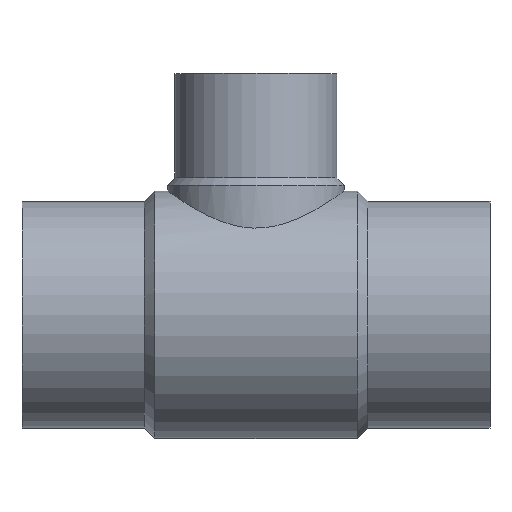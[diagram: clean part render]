
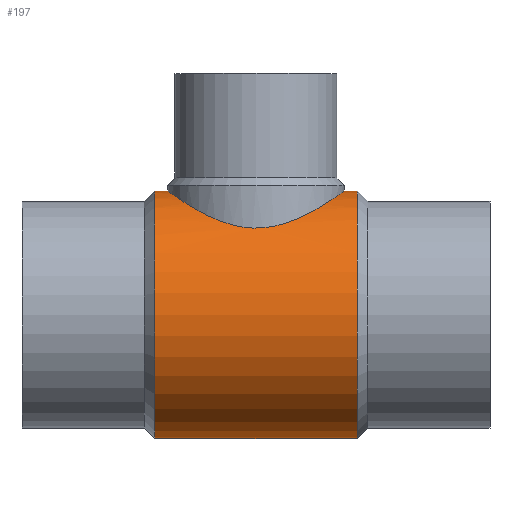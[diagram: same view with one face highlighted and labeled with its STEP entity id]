
A CAD part, top view. The second image highlights one B-rep face of the part: STEP entity #197.
In plain terms, the highlighted cylindrical face has radius 171.8 mm (diameter 343.6 mm), a partial arc.
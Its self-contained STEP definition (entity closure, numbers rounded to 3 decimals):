
#149 = VERTEX_POINT( '', #378 );
#193 = EDGE_CURVE( '', #225, #303, #429, .T. );
#197 = ADVANCED_FACE( '', ( #433 ), #434, .T. );
#225 = VERTEX_POINT( '', #468 );
#243 = EDGE_CURVE( '', #249, #313, #488, .T. );
#249 = VERTEX_POINT( '', #495 );
#271 = VERTEX_POINT( '', #519 );
#287 = EDGE_CURVE( '', #225, #271, #538, .T. );
#299 = EDGE_CURVE( '', #313, #271, #551, .T. );
#303 = VERTEX_POINT( '', #555 );
#313 = VERTEX_POINT( '', #566 );
#323 = EDGE_CURVE( '', #149, #249, #576, .T. );
#327 = EDGE_CURVE( '', #303, #149, #580, .T. );
#378 = CARTESIAN_POINT( '', ( -184.3, 171.8, 0. ) );
#429 = LINE( '', #725, #726 );
#433 = FACE_OUTER_BOUND( '', #731, .T. );
#434 = CYLINDRICAL_SURFACE( '', #732, 171.8 );
#468 = CARTESIAN_POINT( '', ( -465.7, -171.8, 0. ) );
#488 = B_SPLINE_CURVE_WITH_KNOTS( '', 3, ( #830, #831, #832, #833, #834, #835, #836, #837, #838, #839, #840, #841, #842, #843, #844, #845, #846, #847, #848, #849, #850, #851, #852, #853, #854, #855, #856, #857, #858, #859, #860, #861, #862, #863, #864, #865, #866, #867, #868, #869, #870, #871, #872, #873, #874, #875, #876, #877, #878, #879, #880, #881, #882, #883, #884, #885, #886, #887, #888, #889, #890, #891, #892, #893, #894, #895 ), .UNSPECIFIED., .F., .F., ( 4, 2, 2, 2, 2, 2, 2, 2, 2, 2, 2, 2, 2, 2, 2, 2, 2, 2, 2, 2, 2, 2, 2, 2, 2, 2, 2, 2, 2, 2, 2, 2, 4 ), ( 194.289, 206.334, 218.379, 230.424, 242.47, 254.515, 266.56, 278.606, 290.651, 302.892, 315.132, 327.373, 339.614, 351.855, 364.096, 376.336, 388.577, 400.818, 413.059, 425.3, 437.54, 449.781, 462.022, 474.263, 486.503, 498.549, 510.594, 522.639, 534.685, 546.73, 558.775, 570.82, 582.866 ), .UNSPECIFIED. );
#495 = CARTESIAN_POINT( '', ( -202.25, 171.8, 0. ) );
#519 = CARTESIAN_POINT( '', ( -465.7, 171.8, 0. ) );
#538 = CIRCLE( '', #1058, 171.8 );
#551 = LINE( '', #1108, #1109 );
#555 = CARTESIAN_POINT( '', ( -184.3, -171.8, 0. ) );
#566 = CARTESIAN_POINT( '', ( -447.75, 171.8, 0. ) );
#576 = LINE( '', #1143, #1144 );
#580 = CIRCLE( '', #1151, 171.8 );
#725 = CARTESIAN_POINT( '', ( -325., -171.8, 0. ) );
#726 = VECTOR( '', #1260, 1. );
#731 = EDGE_LOOP( '', ( #1265, #1266, #1267, #1268, #1269, #1270 ) );
#732 = AXIS2_PLACEMENT_3D( '', #1271, #1272, #1273 );
#830 = CARTESIAN_POINT( '', ( -202.25, 171.8, 0. ) );
#831 = CARTESIAN_POINT( '', ( -202.25, 171.8, 4.015 ) );
#832 = CARTESIAN_POINT( '', ( -202.448, 171.658, 8.076 ) );
#833 = CARTESIAN_POINT( '', ( -203.256, 171.082, 16.206 ) );
#834 = CARTESIAN_POINT( '', ( -203.866, 170.648, 20.277 ) );
#835 = CARTESIAN_POINT( '', ( -205.497, 169.494, 28.349 ) );
#836 = CARTESIAN_POINT( '', ( -206.519, 168.774, 32.352 ) );
#837 = CARTESIAN_POINT( '', ( -208.953, 167.074, 40.22 ) );
#838 = CARTESIAN_POINT( '', ( -210.366, 166.094, 44.084 ) );
#839 = CARTESIAN_POINT( '', ( -213.552, 163.911, 51.611 ) );
#840 = CARTESIAN_POINT( '', ( -215.327, 162.708, 55.277 ) );
#841 = CARTESIAN_POINT( '', ( -219.195, 160.126, 62.362 ) );
#842 = CARTESIAN_POINT( '', ( -221.288, 158.748, 65.781 ) );
#843 = CARTESIAN_POINT( '', ( -225.741, 155.875, 72.325 ) );
#844 = CARTESIAN_POINT( '', ( -228.1, 154.381, 75.45 ) );
#845 = CARTESIAN_POINT( '', ( -233.019, 151.342, 81.375 ) );
#846 = CARTESIAN_POINT( '', ( -235.579, 149.797, 84.174 ) );
#847 = CARTESIAN_POINT( '', ( -240.868, 146.701, 89.463 ) );
#848 = CARTESIAN_POINT( '', ( -243.701, 145.089, 92.049 ) );
#849 = CARTESIAN_POINT( '', ( -249.671, 141.831, 96.995 ) );
#850 = CARTESIAN_POINT( '', ( -252.808, 140.183, 99.355 ) );
#851 = CARTESIAN_POINT( '', ( -259.351, 136.929, 103.795 ) );
#852 = CARTESIAN_POINT( '', ( -262.757, 135.321, 105.875 ) );
#853 = CARTESIAN_POINT( '', ( -269.802, 132.229, 109.712 ) );
#854 = CARTESIAN_POINT( '', ( -273.44, 130.744, 111.47 ) );
#855 = CARTESIAN_POINT( '', ( -280.906, 127.984, 114.628 ) );
#856 = CARTESIAN_POINT( '', ( -284.737, 126.708, 116.031 ) );
#857 = CARTESIAN_POINT( '', ( -292.547, 124.446, 118.453 ) );
#858 = CARTESIAN_POINT( '', ( -296.526, 123.462, 119.472 ) );
#859 = CARTESIAN_POINT( '', ( -304.575, 121.858, 121.108 ) );
#860 = CARTESIAN_POINT( '', ( -308.647, 121.238, 121.725 ) );
#861 = CARTESIAN_POINT( '', ( -316.819, 120.408, 122.546 ) );
#862 = CARTESIAN_POINT( '', ( -320.92, 120.198, 122.75 ) );
#863 = CARTESIAN_POINT( '', ( -329.08, 120.198, 122.75 ) );
#864 = CARTESIAN_POINT( '', ( -333.181, 120.408, 122.546 ) );
#865 = CARTESIAN_POINT( '', ( -341.353, 121.238, 121.725 ) );
#866 = CARTESIAN_POINT( '', ( -345.425, 121.858, 121.108 ) );
#867 = CARTESIAN_POINT( '', ( -353.474, 123.462, 119.472 ) );
#868 = CARTESIAN_POINT( '', ( -357.453, 124.446, 118.453 ) );
#869 = CARTESIAN_POINT( '', ( -365.263, 126.708, 116.031 ) );
#870 = CARTESIAN_POINT( '', ( -369.094, 127.984, 114.628 ) );
#871 = CARTESIAN_POINT( '', ( -376.56, 130.744, 111.47 ) );
#872 = CARTESIAN_POINT( '', ( -380.198, 132.229, 109.712 ) );
#873 = CARTESIAN_POINT( '', ( -387.243, 135.321, 105.875 ) );
#874 = CARTESIAN_POINT( '', ( -390.649, 136.929, 103.795 ) );
#875 = CARTESIAN_POINT( '', ( -397.192, 140.183, 99.355 ) );
#876 = CARTESIAN_POINT( '', ( -400.329, 141.831, 96.995 ) );
#877 = CARTESIAN_POINT( '', ( -406.299, 145.089, 92.049 ) );
#878 = CARTESIAN_POINT( '', ( -409.132, 146.701, 89.463 ) );
#879 = CARTESIAN_POINT( '', ( -414.421, 149.797, 84.174 ) );
#880 = CARTESIAN_POINT( '', ( -416.981, 151.342, 81.375 ) );
#881 = CARTESIAN_POINT( '', ( -421.9, 154.381, 75.45 ) );
#882 = CARTESIAN_POINT( '', ( -424.259, 155.875, 72.325 ) );
#883 = CARTESIAN_POINT( '', ( -428.712, 158.748, 65.781 ) );
#884 = CARTESIAN_POINT( '', ( -430.805, 160.126, 62.362 ) );
#885 = CARTESIAN_POINT( '', ( -434.673, 162.708, 55.277 ) );
#886 = CARTESIAN_POINT( '', ( -436.448, 163.911, 51.611 ) );
#887 = CARTESIAN_POINT( '', ( -439.634, 166.094, 44.084 ) );
#888 = CARTESIAN_POINT( '', ( -441.047, 167.074, 40.22 ) );
#889 = CARTESIAN_POINT( '', ( -443.481, 168.774, 32.352 ) );
#890 = CARTESIAN_POINT( '', ( -444.503, 169.494, 28.349 ) );
#891 = CARTESIAN_POINT( '', ( -446.134, 170.648, 20.277 ) );
#892 = CARTESIAN_POINT( '', ( -446.744, 171.082, 16.206 ) );
#893 = CARTESIAN_POINT( '', ( -447.552, 171.658, 8.076 ) );
#894 = CARTESIAN_POINT( '', ( -447.75, 171.8, 4.015 ) );
#895 = CARTESIAN_POINT( '', ( -447.75, 171.8, 0. ) );
#1058 = AXIS2_PLACEMENT_3D( '', #1407, #1408, #1409 );
#1108 = CARTESIAN_POINT( '', ( -325., 171.8, 0. ) );
#1109 = VECTOR( '', #1424, 1. );
#1143 = CARTESIAN_POINT( '', ( -325., 171.8, 0. ) );
#1144 = VECTOR( '', #1446, 1. );
#1151 = AXIS2_PLACEMENT_3D( '', #1448, #1449, #1450 );
#1260 = DIRECTION( '', ( 1., 0., 0. ) );
#1265 = ORIENTED_EDGE( '', *, *, #323, .T. );
#1266 = ORIENTED_EDGE( '', *, *, #243, .T. );
#1267 = ORIENTED_EDGE( '', *, *, #299, .T. );
#1268 = ORIENTED_EDGE( '', *, *, #287, .F. );
#1269 = ORIENTED_EDGE( '', *, *, #193, .T. );
#1270 = ORIENTED_EDGE( '', *, *, #327, .T. );
#1271 = CARTESIAN_POINT( '', ( -325., 0., 0. ) );
#1272 = DIRECTION( '', ( 1., 0., 0. ) );
#1273 = DIRECTION( '', ( 0., 1., 0. ) );
#1407 = CARTESIAN_POINT( '', ( -465.7, 0., 0. ) );
#1408 = DIRECTION( '', ( -1., 0., 0. ) );
#1409 = DIRECTION( '', ( 0., 1., 0. ) );
#1424 = DIRECTION( '', ( -1., 0., 0. ) );
#1446 = DIRECTION( '', ( -1., 0., 0. ) );
#1448 = CARTESIAN_POINT( '', ( -184.3, 0., 0. ) );
#1449 = DIRECTION( '', ( -1., 0., 0. ) );
#1450 = DIRECTION( '', ( 0., 1., 0. ) );
